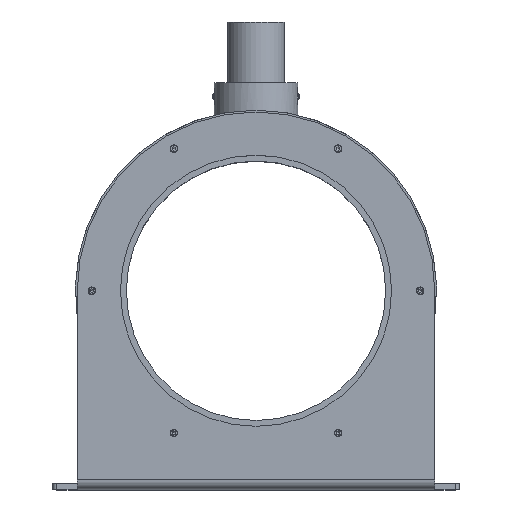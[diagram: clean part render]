
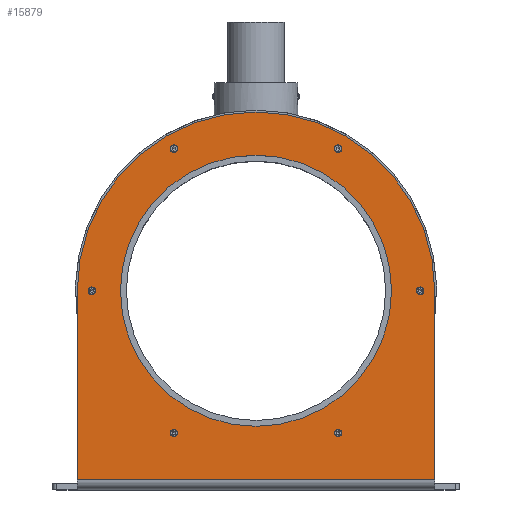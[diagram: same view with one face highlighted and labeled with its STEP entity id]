
A CAD part, top view. The second image highlights one B-rep face of the part: STEP entity #15879.
In plain terms, the highlighted planar face has unit normal (0, 0, 1).
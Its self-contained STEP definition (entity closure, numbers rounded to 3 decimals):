
#125 = ORIENTED_EDGE ( 'NONE', *, *, #52487, .F. ) ;
#1570 = EDGE_CURVE ( 'NONE', #23665, #7612, #33603, .T. ) ;
#1784 = CARTESIAN_POINT ( 'NONE',  ( -112.255, 184.432, 104. ) ) ;
#1996 = CIRCLE ( 'NONE', #9251, 178.25 ) ;
#2152 = VECTOR ( 'NONE', #18688, 1000. ) ;
#2968 = CIRCLE ( 'NONE', #37442, 235. ) ;
#3400 = AXIS2_PLACEMENT_3D ( 'NONE', #48586, #56296, #9633 ) ;
#3663 = VERTEX_POINT ( 'NONE', #50877 ) ;
#4012 = CARTESIAN_POINT ( 'NONE',  ( 112.255, -184.432, 104. ) ) ;
#4111 = VECTOR ( 'NONE', #23497, 1000. ) ;
#4690 = DIRECTION ( 'NONE',  ( 1., 0., 0. ) ) ;
#5041 = FACE_BOUND ( 'NONE', #48024, .T. ) ;
#7378 = DIRECTION ( 'NONE',  ( 0., 0., 1. ) ) ;
#7612 = VERTEX_POINT ( 'NONE', #13187 ) ;
#8398 = CARTESIAN_POINT ( 'NONE',  ( 0., 0., 104. ) ) ;
#8747 = PLANE ( 'NONE',  #46309 ) ;
#9251 = AXIS2_PLACEMENT_3D ( 'NONE', #13062, #18628, #23695 ) ;
#9584 = FACE_BOUND ( 'NONE', #22938, .T. ) ;
#9633 = DIRECTION ( 'NONE',  ( -0.866, 0.5, 0. ) ) ;
#10603 = CIRCLE ( 'NONE', #39670, 5. ) ;
#10730 = EDGE_CURVE ( 'NONE', #45531, #45531, #42932, .T. ) ;
#11341 = LINE ( 'NONE', #14993, #4111 ) ;
#11752 = EDGE_LOOP ( 'NONE', ( #19063, #125, #15014, #42267 ) ) ;
#12006 = CARTESIAN_POINT ( 'NONE',  ( 235., -248.6, 104. ) ) ;
#12095 = DIRECTION ( 'NONE',  ( 0., 0., 1. ) ) ;
#12211 = CARTESIAN_POINT ( 'NONE',  ( -215.85, 0., 104. ) ) ;
#12247 = VERTEX_POINT ( 'NONE', #46570 ) ;
#12639 = AXIS2_PLACEMENT_3D ( 'NONE', #12211, #7378, #51168 ) ;
#12981 = FACE_BOUND ( 'NONE', #43057, .T. ) ;
#13062 = CARTESIAN_POINT ( 'NONE',  ( 0., 0., 104. ) ) ;
#13187 = CARTESIAN_POINT ( 'NONE',  ( -235., -248.6, 104. ) ) ;
#14724 = CARTESIAN_POINT ( 'NONE',  ( -103.595, -189.432, 104. ) ) ;
#14934 = ORIENTED_EDGE ( 'NONE', *, *, #21142, .F. ) ;
#14993 = CARTESIAN_POINT ( 'NONE',  ( -235., -261.6, 104. ) ) ;
#15014 = ORIENTED_EDGE ( 'NONE', *, *, #32224, .F. ) ;
#15255 = LINE ( 'NONE', #36324, #2152 ) ;
#15661 = DIRECTION ( 'NONE',  ( -1., 0., 0. ) ) ;
#15764 = DIRECTION ( 'NONE',  ( 0., 1., 0. ) ) ;
#15879 = ADVANCED_FACE ( 'NONE', ( #21773, #12981, #21518, #5041, #43457, #43990, #25757, #9584 ), #8747, .F. ) ;
#16213 = CIRCLE ( 'NONE', #12639, 5. ) ;
#16436 = EDGE_CURVE ( 'NONE', #20491, #20491, #16213, .T. ) ;
#16467 = VERTEX_POINT ( 'NONE', #33581 ) ;
#18314 = ORIENTED_EDGE ( 'NONE', *, *, #55159, .F. ) ;
#18338 = AXIS2_PLACEMENT_3D ( 'NONE', #21444, #44210, #22521 ) ;
#18628 = DIRECTION ( 'NONE',  ( 0., 0., -1. ) ) ;
#18688 = DIRECTION ( 'NONE',  ( 0., -1., 0. ) ) ;
#18789 = CARTESIAN_POINT ( 'NONE',  ( 235., 0., 104. ) ) ;
#19063 = ORIENTED_EDGE ( 'NONE', *, *, #1570, .F. ) ;
#20491 = VERTEX_POINT ( 'NONE', #28991 ) ;
#21142 = EDGE_CURVE ( 'NONE', #16467, #16467, #27838, .T. ) ;
#21444 = CARTESIAN_POINT ( 'NONE',  ( -107.925, 186.932, 104. ) ) ;
#21518 = FACE_BOUND ( 'NONE', #52339, .T. ) ;
#21773 = FACE_BOUND ( 'NONE', #42424, .T. ) ;
#22352 = CIRCLE ( 'NONE', #38712, 5. ) ;
#22521 = DIRECTION ( 'NONE',  ( -0.866, -0.5, 0. ) ) ;
#22938 = EDGE_LOOP ( 'NONE', ( #34017 ) ) ;
#23341 = EDGE_CURVE ( 'NONE', #25569, #25569, #49155, .T. ) ;
#23461 = ORIENTED_EDGE ( 'NONE', *, *, #23341, .F. ) ;
#23497 = DIRECTION ( 'NONE',  ( 0., 1., 0. ) ) ;
#23665 = VERTEX_POINT ( 'NONE', #35588 ) ;
#23695 = DIRECTION ( 'NONE',  ( -1., 0., 0. ) ) ;
#24568 = AXIS2_PLACEMENT_3D ( 'NONE', #32693, #41561, #36676 ) ;
#25569 = VERTEX_POINT ( 'NONE', #4012 ) ;
#25757 = FACE_OUTER_BOUND ( 'NONE', #11752, .T. ) ;
#26755 = ORIENTED_EDGE ( 'NONE', *, *, #45440, .F. ) ;
#27838 = CIRCLE ( 'NONE', #3400, 5. ) ;
#28991 = CARTESIAN_POINT ( 'NONE',  ( -215.85, -5., 104. ) ) ;
#29391 = CARTESIAN_POINT ( 'NONE',  ( 215.85, 0., 104. ) ) ;
#30781 = EDGE_LOOP ( 'NONE', ( #55346 ) ) ;
#32224 = EDGE_CURVE ( 'NONE', #12247, #34535, #2968, .T. ) ;
#32693 = CARTESIAN_POINT ( 'NONE',  ( 107.925, -186.932, 104. ) ) ;
#33455 = EDGE_LOOP ( 'NONE', ( #26755 ) ) ;
#33581 = CARTESIAN_POINT ( 'NONE',  ( 103.595, 189.432, 104. ) ) ;
#33603 = LINE ( 'NONE', #12006, #52344 ) ;
#34017 = ORIENTED_EDGE ( 'NONE', *, *, #51222, .T. ) ;
#34535 = VERTEX_POINT ( 'NONE', #18789 ) ;
#34579 = DIRECTION ( 'NONE',  ( 1., 0., 0. ) ) ;
#35140 = DIRECTION ( 'NONE',  ( 0., 0., -1. ) ) ;
#35588 = CARTESIAN_POINT ( 'NONE',  ( 235., -248.6, 104. ) ) ;
#36324 = CARTESIAN_POINT ( 'NONE',  ( 235., 0., 104. ) ) ;
#36365 = VERTEX_POINT ( 'NONE', #14724 ) ;
#36676 = DIRECTION ( 'NONE',  ( 0.866, 0.5, 0. ) ) ;
#37442 = AXIS2_PLACEMENT_3D ( 'NONE', #8398, #43676, #4690 ) ;
#38627 = CARTESIAN_POINT ( 'NONE',  ( -178.25, 0., 104. ) ) ;
#38712 = AXIS2_PLACEMENT_3D ( 'NONE', #29391, #12095, #15764 ) ;
#39427 = CARTESIAN_POINT ( 'NONE',  ( 0., 0., 104. ) ) ;
#39670 = AXIS2_PLACEMENT_3D ( 'NONE', #49891, #53359, #44755 ) ;
#41561 = DIRECTION ( 'NONE',  ( 0., 0., 1. ) ) ;
#42267 = ORIENTED_EDGE ( 'NONE', *, *, #54289, .F. ) ;
#42424 = EDGE_LOOP ( 'NONE', ( #14934 ) ) ;
#42932 = CIRCLE ( 'NONE', #18338, 5. ) ;
#43057 = EDGE_LOOP ( 'NONE', ( #51044 ) ) ;
#43457 = FACE_BOUND ( 'NONE', #30781, .T. ) ;
#43676 = DIRECTION ( 'NONE',  ( 0., 0., -1. ) ) ;
#43990 = FACE_BOUND ( 'NONE', #33455, .T. ) ;
#44210 = DIRECTION ( 'NONE',  ( 0., 0., 1. ) ) ;
#44755 = DIRECTION ( 'NONE',  ( 0.866, -0.5, 0. ) ) ;
#45440 = EDGE_CURVE ( 'NONE', #36365, #36365, #10603, .T. ) ;
#45531 = VERTEX_POINT ( 'NONE', #1784 ) ;
#46309 = AXIS2_PLACEMENT_3D ( 'NONE', #39427, #35140, #34579 ) ;
#46334 = VERTEX_POINT ( 'NONE', #38627 ) ;
#46570 = CARTESIAN_POINT ( 'NONE',  ( -235., 0., 104. ) ) ;
#48024 = EDGE_LOOP ( 'NONE', ( #18314 ) ) ;
#48586 = CARTESIAN_POINT ( 'NONE',  ( 107.925, 186.932, 104. ) ) ;
#49155 = CIRCLE ( 'NONE', #24568, 5. ) ;
#49891 = CARTESIAN_POINT ( 'NONE',  ( -107.925, -186.932, 104. ) ) ;
#50877 = CARTESIAN_POINT ( 'NONE',  ( 215.85, 5., 104. ) ) ;
#51044 = ORIENTED_EDGE ( 'NONE', *, *, #10730, .F. ) ;
#51168 = DIRECTION ( 'NONE',  ( 0., -1., 0. ) ) ;
#51222 = EDGE_CURVE ( 'NONE', #46334, #46334, #1996, .T. ) ;
#52339 = EDGE_LOOP ( 'NONE', ( #23461 ) ) ;
#52344 = VECTOR ( 'NONE', #15661, 1000. ) ;
#52487 = EDGE_CURVE ( 'NONE', #34535, #23665, #15255, .T. ) ;
#53359 = DIRECTION ( 'NONE',  ( 0., 0., 1. ) ) ;
#54289 = EDGE_CURVE ( 'NONE', #7612, #12247, #11341, .T. ) ;
#55159 = EDGE_CURVE ( 'NONE', #3663, #3663, #22352, .T. ) ;
#55346 = ORIENTED_EDGE ( 'NONE', *, *, #16436, .F. ) ;
#56296 = DIRECTION ( 'NONE',  ( 0., 0., 1. ) ) ;
